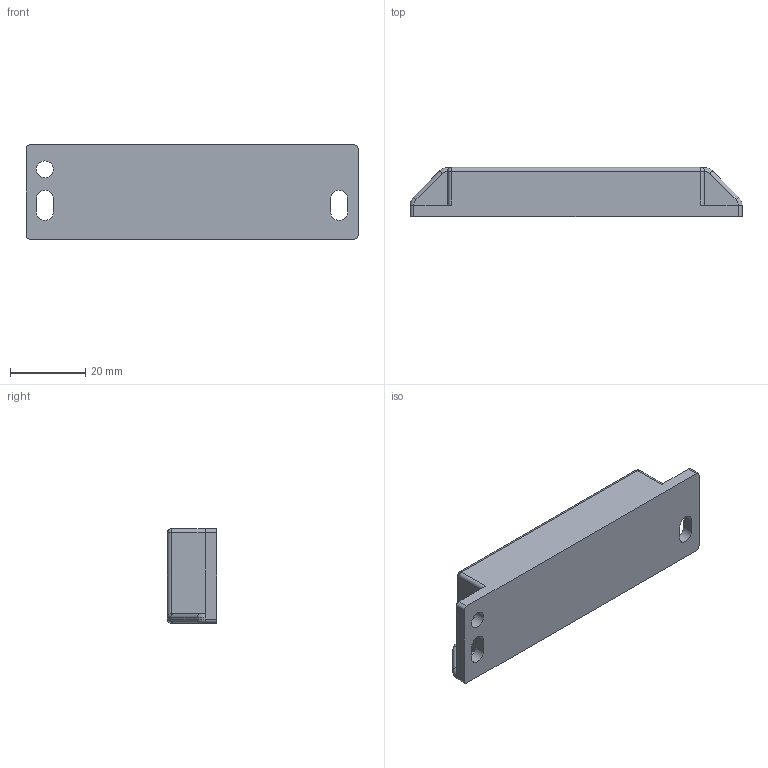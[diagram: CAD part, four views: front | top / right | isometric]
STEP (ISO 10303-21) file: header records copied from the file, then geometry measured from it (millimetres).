
FILE_DESCRIPTION((''),'2;1');
FILE_NAME('188754_ASM','2016-02-01T',('pdmadmin'),(''),'PRO/ENGINEER BY PARAMETRIC TECHNOLOGY CORPORATION, 2013230','PRO/ENGINEER BY PARAMETRIC TECHNOLOGY CORPORATION, 2013230','');
FILE_SCHEMA(('CONFIG_CONTROL_DESIGN'));
Length unit declared in the file: millimetre
Products named in the file (2): 46990---SI-MAG1MM; 188754_ASM
Assembly tree (1 placements, depth 2):
  188754_ASM
    46990---SI-MAG1MM
Bounding box: 88 x 13 x 25 mm (x, y, z)
Volume: 23610.8 mm3; surface area: 7049.6 mm2
Topology: 1 solids, 1 shells, 52 faces, 130 edges, 80 vertices
Faces by surface type: cylinder 24, plane 18, torus 8, sphere 2
Entity records: 1653 total; most frequent: CARTESIAN_POINT 301, DIRECTION 290, ORIENTED_EDGE 260, EDGE_CURVE 130, AXIS2_PLACEMENT_3D 111, VERTEX_POINT 80, VECTOR 68, LINE 68
